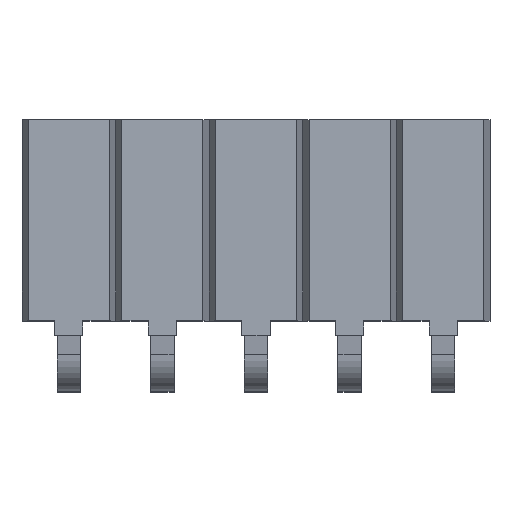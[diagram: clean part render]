
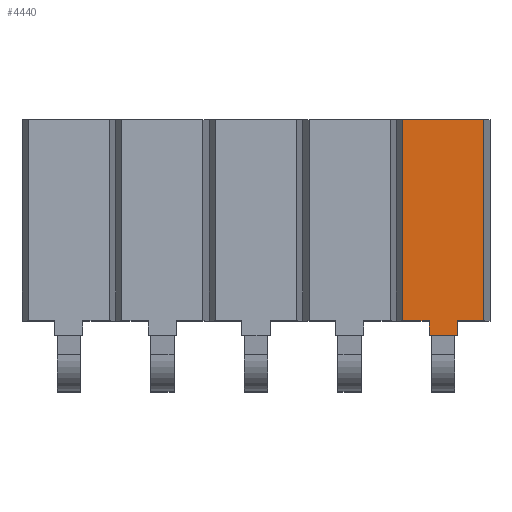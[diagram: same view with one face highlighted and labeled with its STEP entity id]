
A CAD part, top view. The second image highlights one B-rep face of the part: STEP entity #4440.
In plain terms, the highlighted planar face has unit normal (0, 0, 1).
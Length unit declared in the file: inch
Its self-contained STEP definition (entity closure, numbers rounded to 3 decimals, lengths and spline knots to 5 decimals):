
#144=FACE_OUTER_BOUND('',#393,.T.);
#393=EDGE_LOOP('',(#3001,#3002,#3003,#3004,#3005,#3006,#3007,#3008));
#650=LINE('',#6266,#1246);
#690=LINE('',#6347,#1286);
#720=LINE('',#6406,#1316);
#721=LINE('',#6409,#1317);
#722=LINE('',#6411,#1318);
#723=LINE('',#6413,#1319);
#724=LINE('',#6414,#1320);
#725=LINE('',#6415,#1321);
#1246=VECTOR('',#5038,39.37008);
#1286=VECTOR('',#5080,39.37008);
#1316=VECTOR('',#5122,39.37008);
#1317=VECTOR('',#5125,39.37008);
#1318=VECTOR('',#5126,39.37008);
#1319=VECTOR('',#5127,39.37008);
#1320=VECTOR('',#5128,39.37008);
#1321=VECTOR('',#5129,39.37008);
#1841=VERTEX_POINT('',#6263);
#1842=VERTEX_POINT('',#6265);
#1881=VERTEX_POINT('',#6344);
#1882=VERTEX_POINT('',#6346);
#1905=VERTEX_POINT('',#6403);
#1906=VERTEX_POINT('',#6408);
#1907=VERTEX_POINT('',#6410);
#1908=VERTEX_POINT('',#6412);
#2266=EDGE_CURVE('',#1841,#1842,#650,.T.);
#2306=EDGE_CURVE('',#1882,#1881,#690,.T.);
#2336=EDGE_CURVE('',#1842,#1905,#720,.T.);
#2337=EDGE_CURVE('',#1905,#1906,#721,.T.);
#2338=EDGE_CURVE('',#1841,#1907,#722,.T.);
#2339=EDGE_CURVE('',#1908,#1907,#723,.T.);
#2340=EDGE_CURVE('',#1882,#1908,#724,.T.);
#2341=EDGE_CURVE('',#1906,#1881,#725,.T.);
#3001=ORIENTED_EDGE('',*,*,#2337,.F.);
#3002=ORIENTED_EDGE('',*,*,#2336,.F.);
#3003=ORIENTED_EDGE('',*,*,#2266,.F.);
#3004=ORIENTED_EDGE('',*,*,#2338,.T.);
#3005=ORIENTED_EDGE('',*,*,#2339,.F.);
#3006=ORIENTED_EDGE('',*,*,#2340,.F.);
#3007=ORIENTED_EDGE('',*,*,#2306,.T.);
#3008=ORIENTED_EDGE('',*,*,#2341,.F.);
#4226=PLANE('',#4715);
#4440=ADVANCED_FACE('',(#144),#4226,.F.);
#4715=AXIS2_PLACEMENT_3D('',#6407,#5123,#5124);
#5038=DIRECTION('',(1.,0.,0.));
#5080=DIRECTION('',(1.,0.,0.));
#5122=DIRECTION('',(0.,-1.,0.));
#5123=DIRECTION('center_axis',(0.,0.,-1.));
#5124=DIRECTION('ref_axis',(-1.,0.,0.));
#5125=DIRECTION('',(-1.,0.,0.));
#5126=DIRECTION('',(0.,-1.,0.));
#5127=DIRECTION('',(-1.,0.,0.));
#5128=DIRECTION('',(0.,1.,0.));
#5129=DIRECTION('',(0.,-1.,0.));
#6263=CARTESIAN_POINT('',(1.50665,0.23,0.05));
#6265=CARTESIAN_POINT('',(1.59335,0.23,0.05));
#6266=CARTESIAN_POINT('',(-1.59313,0.23,0.05));
#6344=CARTESIAN_POINT('',(1.565,0.,0.05));
#6346=CARTESIAN_POINT('',(1.535,0.,0.05));
#6347=CARTESIAN_POINT('',(-1.59313,0.,0.05));
#6403=CARTESIAN_POINT('',(1.59335,0.015,0.05));
#6406=CARTESIAN_POINT('',(1.59335,0.23,0.05));
#6407=CARTESIAN_POINT('Origin',(-1.59313,0.23,0.05));
#6408=CARTESIAN_POINT('',(1.565,0.015,0.05));
#6409=CARTESIAN_POINT('',(1.6,0.015,0.05));
#6410=CARTESIAN_POINT('',(1.50665,0.015,0.05));
#6411=CARTESIAN_POINT('',(1.50665,0.23,0.05));
#6412=CARTESIAN_POINT('',(1.535,0.015,0.05));
#6413=CARTESIAN_POINT('',(1.535,0.015,0.05));
#6414=CARTESIAN_POINT('',(1.535,0.,0.05));
#6415=CARTESIAN_POINT('',(1.565,0.015,0.05));
